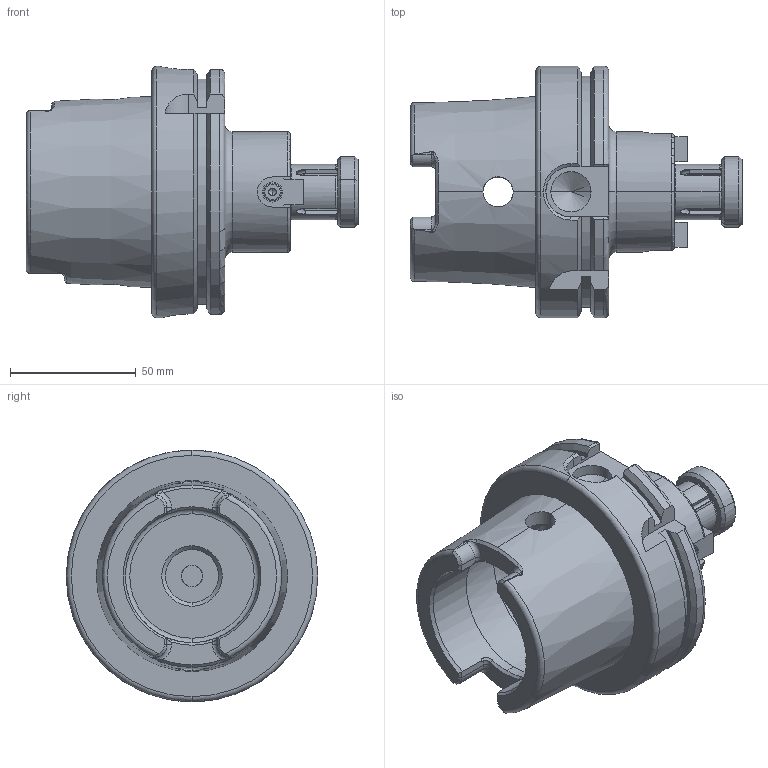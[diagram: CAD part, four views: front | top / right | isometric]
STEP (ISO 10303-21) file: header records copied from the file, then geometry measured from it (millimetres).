
FILE_DESCRIPTION (( 'STEP AP203' ), '1' );
FILE_NAME ('HSKA100 SMS22 055 TC.STEP', '2013-05-28T09:26:59', ( 'vijayalakshmi' ), ( '' ), 'SwSTEP 2.0', 'SolidWorks 2009', '' );
FILE_SCHEMA (( 'CONFIG_CONTROL_DESIGN' ));
Length unit declared in the file: millimetre
Products named in the file (7): HSKA100 SMS22 055 TC; SMS22LS10-1; SMS22LS10-2; SMS22LS10; FT KEY 10 22; M4X10_DIN 912 M4 x 10 --- 10N
Assembly tree (8 placements, depth 3):
  HSKA100 SMS22 055 TC
    HSKA100 SMS22 055 TC
    M4X10_DIN 912 M4 x 10 --- 10N  x2
    FT KEY 10 22  x2
    SMS22LS10
      SMS22LS10-2
      SMS22LS10-1
Bounding box: 132 x 100 x 100 mm (x, y, z)
Volume: 310983.7 mm3; surface area: 63200.3 mm2
Topology: 7 solids, 7 shells, 347 faces, 869 edges, 538 vertices
Faces by surface type: plane 132, cylinder 98, cone 61, torus 39, bspline 17
Entity records: 11977 total; most frequent: CARTESIAN_POINT 4103, ORIENTED_EDGE 1536, DIRECTION 1417, EDGE_CURVE 768, AXIS2_PLACEMENT_3D 550, VERTEX_POINT 479, EDGE_LOOP 331, VECTOR 317
